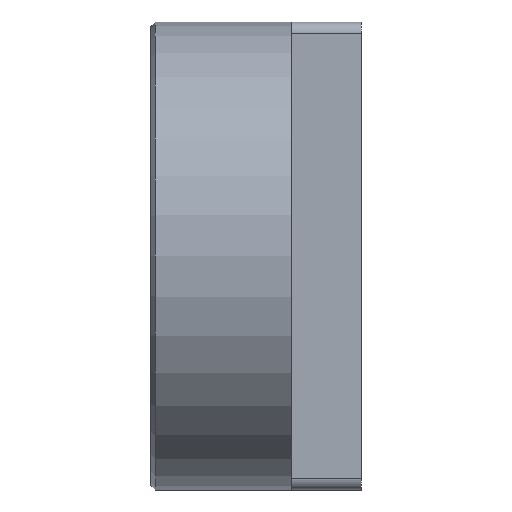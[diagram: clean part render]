
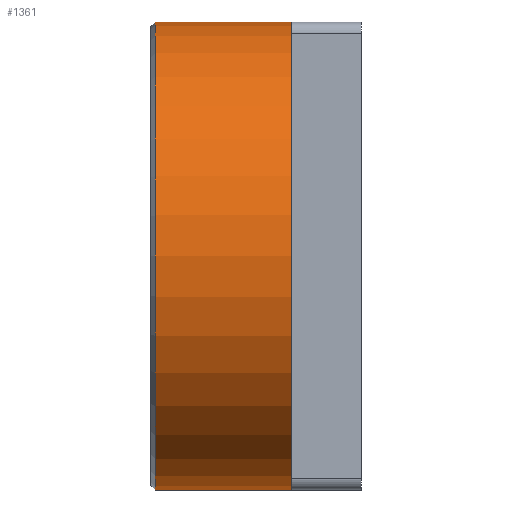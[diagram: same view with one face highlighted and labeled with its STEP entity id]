
A CAD part, left-side view. The second image highlights one B-rep face of the part: STEP entity #1361.
In plain terms, the highlighted cylindrical face has radius 20 mm (diameter 40 mm), a partial arc.
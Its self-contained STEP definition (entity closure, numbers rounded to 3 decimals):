
#21=CYLINDRICAL_SURFACE('',#1463,20.);
#48=CIRCLE('',#1452,20.);
#54=CIRCLE('',#1464,20.);
#159=FACE_OUTER_BOUND('',#241,.T.);
#241=EDGE_LOOP('',(#940,#941,#942,#943));
#334=LINE('',#2102,#462);
#339=LINE('',#2112,#467);
#462=VECTOR('',#1651,10.);
#467=VECTOR('',#1658,10.);
#578=VERTEX_POINT('',#2065);
#582=VERTEX_POINT('',#2074);
#590=VERTEX_POINT('',#2101);
#594=VERTEX_POINT('',#2111);
#707=EDGE_CURVE('',#578,#582,#48,.T.);
#721=EDGE_CURVE('',#590,#582,#334,.T.);
#726=EDGE_CURVE('',#578,#594,#339,.T.);
#727=EDGE_CURVE('',#594,#590,#54,.T.);
#940=ORIENTED_EDGE('',*,*,#707,.F.);
#941=ORIENTED_EDGE('',*,*,#726,.T.);
#942=ORIENTED_EDGE('',*,*,#727,.T.);
#943=ORIENTED_EDGE('',*,*,#721,.T.);
#1361=ADVANCED_FACE('',(#159),#21,.T.);
#1452=AXIS2_PLACEMENT_3D('',#2075,#1621,#1622);
#1463=AXIS2_PLACEMENT_3D('',#2110,#1656,#1657);
#1464=AXIS2_PLACEMENT_3D('',#2113,#1659,#1660);
#1621=DIRECTION('center_axis',(0.,1.,0.));
#1622=DIRECTION('ref_axis',(-0.707,0.,0.707));
#1651=DIRECTION('',(0.,1.,0.));
#1656=DIRECTION('center_axis',(0.,1.,0.));
#1657=DIRECTION('ref_axis',(-0.707,0.,0.707));
#1658=DIRECTION('',(0.,-1.,0.));
#1659=DIRECTION('center_axis',(0.,1.,0.));
#1660=DIRECTION('ref_axis',(-0.707,0.,-0.707));
#2065=CARTESIAN_POINT('',(-10.,11.6,70.));
#2074=CARTESIAN_POINT('',(-10.,11.6,110.));
#2075=CARTESIAN_POINT('Origin',(-10.,11.6,90.));
#2101=CARTESIAN_POINT('',(-10.,0.,110.));
#2102=CARTESIAN_POINT('',(-10.,0.,110.));
#2110=CARTESIAN_POINT('Origin',(-10.,0.,90.));
#2111=CARTESIAN_POINT('',(-10.,0.,70.));
#2112=CARTESIAN_POINT('',(-10.,0.,70.));
#2113=CARTESIAN_POINT('Origin',(-10.,0.,90.));
